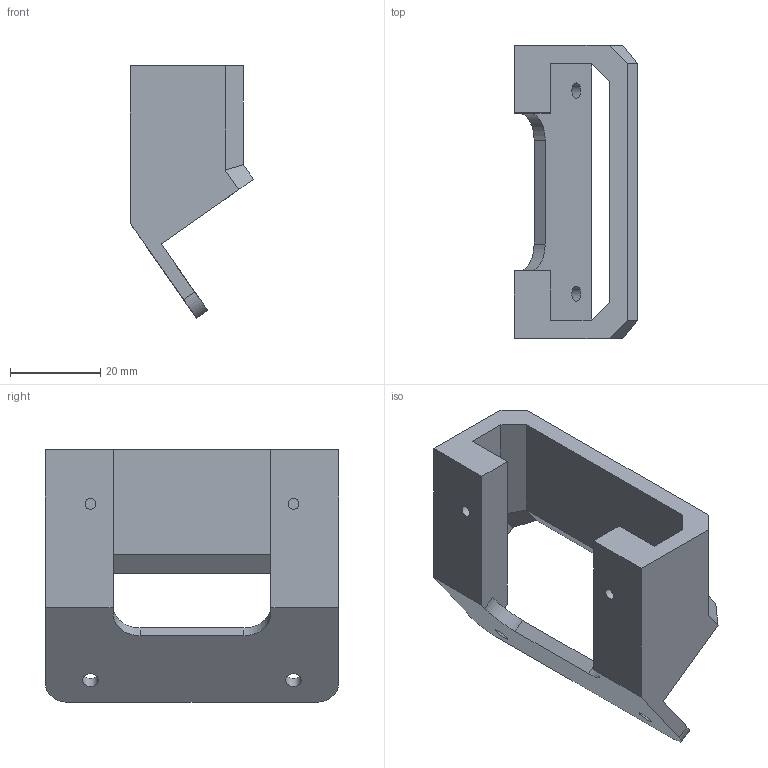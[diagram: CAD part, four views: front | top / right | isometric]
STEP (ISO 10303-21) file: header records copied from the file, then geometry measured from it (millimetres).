
FILE_DESCRIPTION(/* description */ (''),/* implementation_level */ '2;1');
FILE_NAME(/* name */ 'Limo Stereo Cam Adapter v2 v1.step',/* time_stamp */ '2022-06-27T15:22:10+08:00',/* author */ (''),/* organization */ (''),/* preprocessor_version */ 'ST-DEVELOPER v19',/* originating_system */ 'Autodesk Translation Framework v11.7.0.108',/* authorisation */ '');
FILE_SCHEMA (('AUTOMOTIVE_DESIGN { 1 0 10303 214 3 1 1 }'));
Length unit declared in the file: millimetre
Products named in the file (1): Limo Stereo Cam Adapter v2
Bounding box: 27.29 x 65 x 55.97 mm (x, y, z)
Volume: 23295.7 mm3; surface area: 12478.9 mm2
Topology: 1 solids, 1 shells, 52 faces, 144 edges, 94 vertices
Faces by surface type: plane 42, cylinder 8, cone 2
Full cylindrical faces by diameter (mm): 3.4 x4
Entity records: 1691 total; most frequent: CARTESIAN_POINT 291, ORIENTED_EDGE 288, DIRECTION 268, EDGE_CURVE 144, LINE 126, VECTOR 126, VERTEX_POINT 94, AXIS2_PLACEMENT_3D 71
